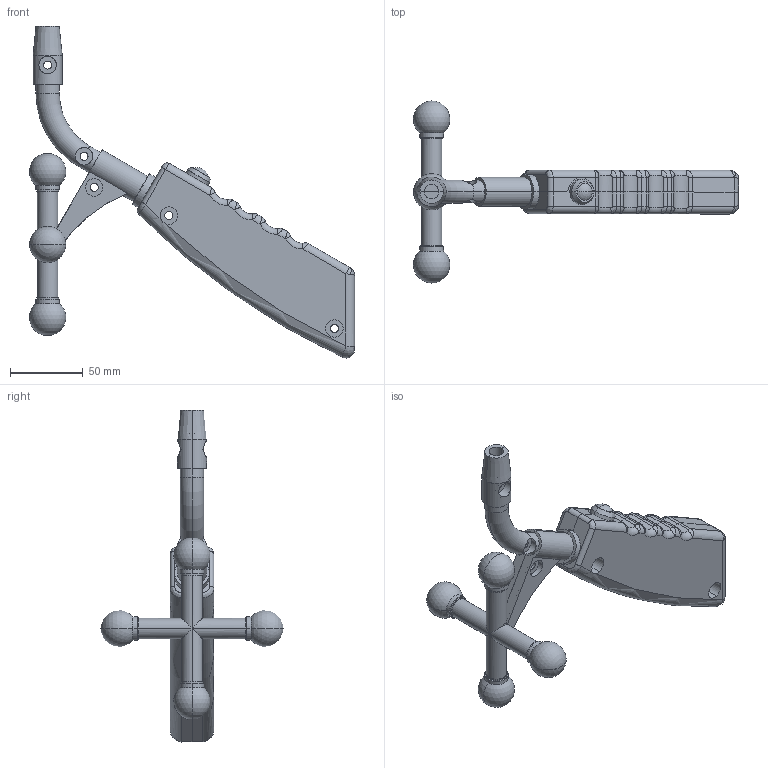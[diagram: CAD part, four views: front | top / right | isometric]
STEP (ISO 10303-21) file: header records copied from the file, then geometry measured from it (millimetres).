
FILE_DESCRIPTION((''),'2;1');
FILE_NAME('ANTORCHA_ASM','2022-01-18T',('josan'),(''),'CREO PARAMETRIC BY PTC INC, 2016050','CREO PARAMETRIC BY PTC INC, 2016050','');
FILE_SCHEMA(('AUTOMOTIVE_DESIGN { 1 0 10303 214 1 1 1 1 }'));
Length unit declared in the file: millimetre
Products named in the file (12): PUNTERA; PUNTERA_SIM; MANGOANTORCHA; MANGOANTORCHA_SIM; BOTON; PLACADEPRUEBAS; PILA9V; ASPASIMPLE; ASPASIMPLE_SIM; LEDGRANDE; BOLA_V3; ANTORCHA_ASM
Assembly tree (14 placements, depth 2):
  ANTORCHA_ASM
    PUNTERA
    PUNTERA_SIM
    MANGOANTORCHA
    MANGOANTORCHA_SIM
    BOTON
    PLACADEPRUEBAS
    PILA9V
    ASPASIMPLE
    ASPASIMPLE_SIM
    LEDGRANDE
    BOLA_V3  x4
Bounding box: 223.2 x 125 x 227.91 mm (x, y, z)
Volume: 128634.2 mm3; surface area: 144252.7 mm2
Topology: 13 solids, 23 shells, 1382 faces, 3034 edges, 1955 vertices
Faces by surface type: cylinder 822, plane 438, bspline 54, torus 32, sphere 26, cone 10
Entity records: 61468 total; most frequent: CARTESIAN_POINT 11399, DIRECTION 7032, ORIENTED_EDGE 5936, PRESENTATION_STYLE_ASSIGNMENT 3874, STYLED_ITEM 3872, EDGE_CURVE 2968, AXIS2_PLACEMENT_3D 2949, CURVE_STYLE 2648
